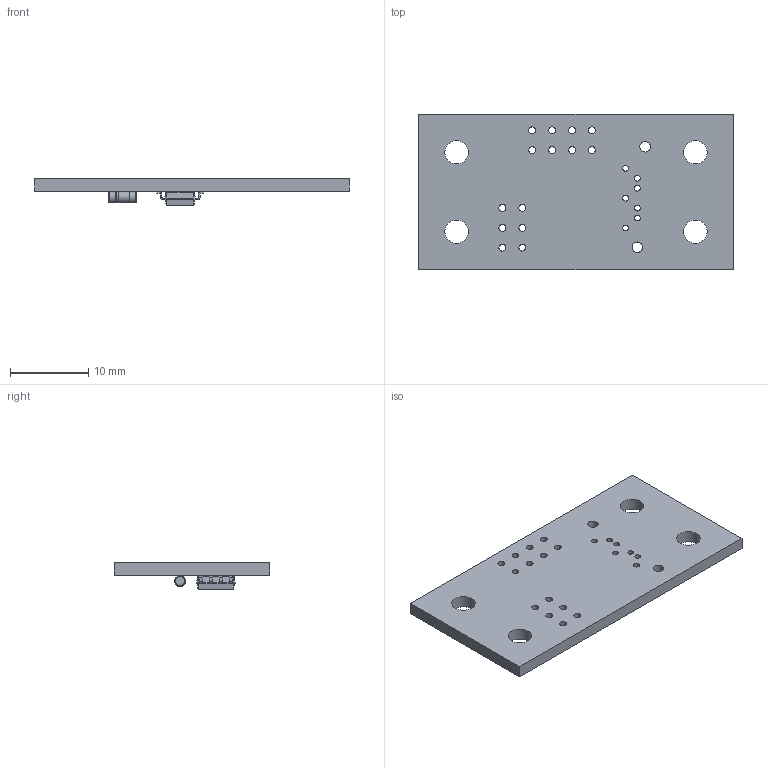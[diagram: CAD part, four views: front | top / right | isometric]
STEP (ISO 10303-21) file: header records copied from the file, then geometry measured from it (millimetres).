
FILE_DESCRIPTION(('KiCad electronic assembly'),'2;1');
FILE_NAME('TTLLVDS01A.step','2022-04-04T17:49:40',('Pcbnew'),('Kicad'), 'Open CASCADE STEP processor 7.5','KiCad to STEP converter','Unknown' );
FILE_SCHEMA(('AUTOMOTIVE_DESIGN { 1 0 10303 214 1 1 1 1 }'));
Length unit declared in the file: millimetre
Products named in the file (6): TTLLVDS01A 1; SOIC-8_3.9x4.9mm_P1.27mm; SOLID; D_MiniMELF; tmpgoz2ul9s PCB
Assembly tree (5 placements, depth 3):
  TTLLVDS01A 1
    SOIC-8_3.9x4.9mm_P1.27mm
      SOLID
    D_MiniMELF
      SOLID
    tmpgoz2ul9s PCB
Bounding box: 40.13 x 19.81 x 3.4 mm (x, y, z)
Volume: 1239.2 mm3; surface area: 1956.3 mm2
Topology: 3 solids, 3 shells, 202 faces, 515 edges, 324 vertices
Faces by surface type: bspline 169, cylinder 27, plane 6
Full cylindrical faces by diameter (mm): 0.74 x7, 0.889 x14, 1.35 x2, 3 x4
Entity records: 13398 total; most frequent: CARTESIAN_POINT 4652, B_SPLINE_CURVE_WITH_KNOTS 1110, ORIENTED_EDGE 1030, PCURVE 1030, DEFINITIONAL_REPRESENTATION 1030, EDGE_CURVE 515, SURFACE_CURVE 480, DIRECTION 411
